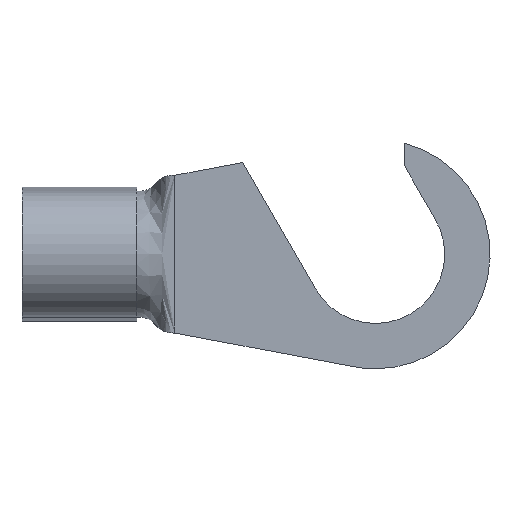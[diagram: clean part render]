
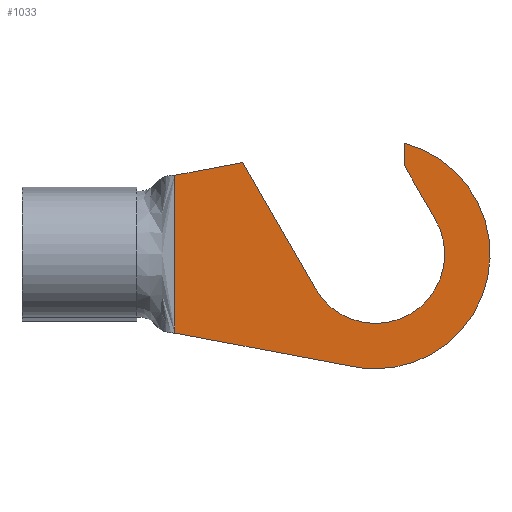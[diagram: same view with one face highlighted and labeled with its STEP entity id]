
A CAD part, front view. The second image highlights one B-rep face of the part: STEP entity #1033.
In plain terms, the highlighted planar face has unit normal (0, -1, 0).
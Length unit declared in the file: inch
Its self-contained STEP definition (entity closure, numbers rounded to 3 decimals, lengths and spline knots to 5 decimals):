
#9 = CARTESIAN_POINT ( 'NONE',  ( -0.06279, 0., -0.03625 ) ) ;
#32 = AXIS2_PLACEMENT_3D ( 'NONE', #1817, #808, #1981 ) ;
#88 = ORIENTED_EDGE ( 'NONE', *, *, #1142, .F. ) ;
#111 = LINE ( 'NONE', #376, #1904 ) ;
#217 = EDGE_CURVE ( 'NONE', #867, #2231, #1802, .T. ) ;
#221 = EDGE_CURVE ( 'NONE', #2231, #1112, #918, .T. ) ;
#226 = AXIS2_PLACEMENT_3D ( 'NONE', #981, #2181, #1153 ) ;
#233 = EDGE_CURVE ( 'NONE', #1795, #1374, #1009, .T. ) ;
#248 = EDGE_CURVE ( 'NONE', #1873, #527, #449, .T. ) ;
#274 = EDGE_CURVE ( 'NONE', #589, #867, #334, .T. ) ;
#278 = CARTESIAN_POINT ( 'NONE',  ( 0., 0., 0. ) ) ;
#293 = CARTESIAN_POINT ( 'NONE',  ( 0.03, 0., 0.11619 ) ) ;
#318 = PLANE ( 'NONE',  #546 ) ;
#332 = CARTESIAN_POINT ( 'NONE',  ( 0.06279, 0., 0.03625 ) ) ;
#334 = LINE ( 'NONE', #332, #2106 ) ;
#347 = VERTEX_POINT ( 'NONE', #2010 ) ;
#376 = CARTESIAN_POINT ( 'NONE',  ( -0.02222, 0., 0.11792 ) ) ;
#391 = DIRECTION ( 'NONE',  ( 0., 1., 0. ) ) ;
#439 = CARTESIAN_POINT ( 'NONE',  ( -0.02222, 0., -0.11792 ) ) ;
#449 = LINE ( 'NONE', #2218, #1314 ) ;
#473 = DIRECTION ( 'NONE',  ( 0., 0., 1. ) ) ;
#475 = AXIS2_PLACEMENT_3D ( 'NONE', #1429, #391, #1591 ) ;
#527 = VERTEX_POINT ( 'NONE', #1487 ) ;
#546 = AXIS2_PLACEMENT_3D ( 'NONE', #671, #1861, #860 ) ;
#589 = VERTEX_POINT ( 'NONE', #1259 ) ;
#671 = CARTESIAN_POINT ( 'NONE',  ( 0., 0., 0. ) ) ;
#672 = CARTESIAN_POINT ( 'NONE',  ( -0.21, 0., 0. ) ) ;
#678 = ORIENTED_EDGE ( 'NONE', *, *, #221, .T. ) ;
#752 = ORIENTED_EDGE ( 'NONE', *, *, #217, .T. ) ;
#779 = CIRCLE ( 'NONE', #32, 0.007 ) ;
#786 = ORIENTED_EDGE ( 'NONE', *, *, #233, .F. ) ;
#808 = DIRECTION ( 'NONE',  ( 0., -1., 0. ) ) ;
#860 = DIRECTION ( 'NONE',  ( 0., 0., 1. ) ) ;
#862 = DIRECTION ( 'NONE',  ( 0., 0., -1. ) ) ;
#866 = VECTOR ( 'NONE', #2036, 39.37008 ) ;
#867 = VERTEX_POINT ( 'NONE', #2109 ) ;
#918 = LINE ( 'NONE', #1150, #2216 ) ;
#969 = VERTEX_POINT ( 'NONE', #439 ) ;
#981 = CARTESIAN_POINT ( 'NONE',  ( 0., 0., 0. ) ) ;
#993 = ORIENTED_EDGE ( 'NONE', *, *, #274, .T. ) ;
#1009 = LINE ( 'NONE', #672, #866 ) ;
#1033 = ADVANCED_FACE ( 'NONE', ( #2243 ), #318, .F. ) ;
#1112 = VERTEX_POINT ( 'NONE', #1245 ) ;
#1142 = EDGE_CURVE ( 'NONE', #347, #969, #1739, .T. ) ;
#1150 = CARTESIAN_POINT ( 'NONE',  ( -0.06279, 0., -0.03625 ) ) ;
#1153 = DIRECTION ( 'NONE',  ( 0., 0., 1. ) ) ;
#1245 = CARTESIAN_POINT ( 'NONE',  ( -0.13908, 0., 0.0959 ) ) ;
#1259 = CARTESIAN_POINT ( 'NONE',  ( 0.03094, 0., 0.09141 ) ) ;
#1314 = VECTOR ( 'NONE', #862, 39.37008 ) ;
#1334 = DIRECTION ( 'NONE',  ( -0.5, 0., 0.866 ) ) ;
#1374 = VERTEX_POINT ( 'NONE', #1854 ) ;
#1377 = DIRECTION ( 'NONE',  ( 0.5, 0., -0.866 ) ) ;
#1396 = VECTOR ( 'NONE', #1831, 39.37008 ) ;
#1429 = CARTESIAN_POINT ( 'NONE',  ( 0., 0., 0. ) ) ;
#1440 = LINE ( 'NONE', #1672, #1396 ) ;
#1465 = ORIENTED_EDGE ( 'NONE', *, *, #1990, .F. ) ;
#1487 = CARTESIAN_POINT ( 'NONE',  ( 0.03, 0., 0.09491 ) ) ;
#1494 = CARTESIAN_POINT ( 'NONE',  ( -0.21, 0., -0.08254 ) ) ;
#1497 = DIRECTION ( 'NONE',  ( 0., 1., 0. ) ) ;
#1591 = DIRECTION ( 'NONE',  ( 0., 0., 1. ) ) ;
#1672 = CARTESIAN_POINT ( 'NONE',  ( -0.02222, 0., -0.11792 ) ) ;
#1715 = ORIENTED_EDGE ( 'NONE', *, *, #2203, .F. ) ;
#1720 = ORIENTED_EDGE ( 'NONE', *, *, #248, .T. ) ;
#1739 = CIRCLE ( 'NONE', #475, 0.12 ) ;
#1751 = EDGE_CURVE ( 'NONE', #527, #589, #779, .T. ) ;
#1786 = ORIENTED_EDGE ( 'NONE', *, *, #2026, .F. ) ;
#1791 = EDGE_LOOP ( 'NONE', ( #752, #678, #1715, #786, #1786, #88, #1465, #1720, #1859, #993 ) ) ;
#1795 = VERTEX_POINT ( 'NONE', #1494 ) ;
#1802 = CIRCLE ( 'NONE', #2161, 0.0725 ) ;
#1817 = CARTESIAN_POINT ( 'NONE',  ( 0.037, 0., 0.09491 ) ) ;
#1831 = DIRECTION ( 'NONE',  ( -0.983, 0., 0.185 ) ) ;
#1854 = CARTESIAN_POINT ( 'NONE',  ( -0.21, 0., 0.08254 ) ) ;
#1859 = ORIENTED_EDGE ( 'NONE', *, *, #1751, .T. ) ;
#1861 = DIRECTION ( 'NONE',  ( 0., 1., 0. ) ) ;
#1873 = VERTEX_POINT ( 'NONE', #293 ) ;
#1881 = CIRCLE ( 'NONE', #226, 0.12 ) ;
#1904 = VECTOR ( 'NONE', #1914, 39.37008 ) ;
#1914 = DIRECTION ( 'NONE',  ( 0.983, 0., 0.185 ) ) ;
#1981 = DIRECTION ( 'NONE',  ( 0., 0., 1. ) ) ;
#1990 = EDGE_CURVE ( 'NONE', #1873, #347, #1881, .T. ) ;
#2010 = CARTESIAN_POINT ( 'NONE',  ( 0., 0., -0.12 ) ) ;
#2026 = EDGE_CURVE ( 'NONE', #969, #1795, #1440, .T. ) ;
#2036 = DIRECTION ( 'NONE',  ( 0., 0., 1. ) ) ;
#2106 = VECTOR ( 'NONE', #1377, 39.37008 ) ;
#2109 = CARTESIAN_POINT ( 'NONE',  ( 0.06279, 0., 0.03625 ) ) ;
#2161 = AXIS2_PLACEMENT_3D ( 'NONE', #278, #1497, #473 ) ;
#2181 = DIRECTION ( 'NONE',  ( 0., 1., 0. ) ) ;
#2203 = EDGE_CURVE ( 'NONE', #1374, #1112, #111, .T. ) ;
#2216 = VECTOR ( 'NONE', #1334, 39.37008 ) ;
#2218 = CARTESIAN_POINT ( 'NONE',  ( 0.03, 0., 0. ) ) ;
#2231 = VERTEX_POINT ( 'NONE', #9 ) ;
#2243 = FACE_OUTER_BOUND ( 'NONE', #1791, .T. ) ;
